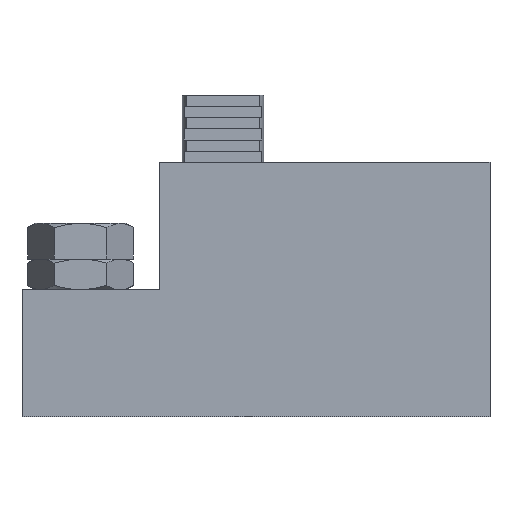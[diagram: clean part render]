
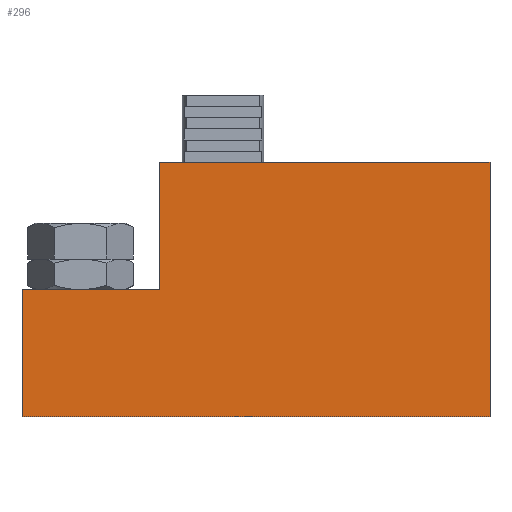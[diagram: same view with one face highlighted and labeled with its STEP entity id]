
A CAD part, front view. The second image highlights one B-rep face of the part: STEP entity #296.
In plain terms, the highlighted planar face has unit normal (0, -1, 0).
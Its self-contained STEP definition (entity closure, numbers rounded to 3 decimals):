
#296=ADVANCED_FACE('',(#584),#585,.T.);
#584=FACE_OUTER_BOUND('',#864,.T.);
#585=PLANE('',#865);
#864=EDGE_LOOP('',(#1632,#1633,#1634,#1635,#1636,#1637));
#865=AXIS2_PLACEMENT_3D('',#1638,#1639,#1640);
#1632=ORIENTED_EDGE('',*,*,#1927,.F.);
#1633=ORIENTED_EDGE('',*,*,#1938,.F.);
#1634=ORIENTED_EDGE('',*,*,#1916,.F.);
#1635=ORIENTED_EDGE('',*,*,#1935,.F.);
#1636=ORIENTED_EDGE('',*,*,#1922,.F.);
#1637=ORIENTED_EDGE('',*,*,#1932,.F.);
#1638=CARTESIAN_POINT('',(8.877,-12.5,22.623));
#1639=DIRECTION('',(0.0,-1.0,0.0));
#1640=DIRECTION('',(1.0,0.0,0.0));
#1916=EDGE_CURVE('',#2337,#2339,#2340,.T.);
#1922=EDGE_CURVE('',#2348,#2350,#2351,.T.);
#1927=EDGE_CURVE('',#2356,#2357,#2358,.T.);
#1932=EDGE_CURVE('',#2357,#2348,#2365,.T.);
#1935=EDGE_CURVE('',#2350,#2337,#2368,.T.);
#1938=EDGE_CURVE('',#2339,#2356,#2371,.T.);
#2337=VERTEX_POINT('',#3180);
#2339=VERTEX_POINT('',#3183);
#2340=LINE('',#3184,#3185);
#2348=VERTEX_POINT('',#3196);
#2350=VERTEX_POINT('',#3199);
#2351=LINE('',#3200,#3201);
#2356=VERTEX_POINT('',#3207);
#2357=VERTEX_POINT('',#3208);
#2358=LINE('',#3209,#3210);
#2365=LINE('',#3220,#3221);
#2368=LINE('',#3225,#3226);
#2371=LINE('',#3230,#3231);
#3180=CARTESIAN_POINT('',(-12.5,-12.5,50.0));
#3183=CARTESIAN_POINT('',(52.5,-12.5,50.0));
#3184=CARTESIAN_POINT('',(52.5,-12.5,50.0));
#3185=VECTOR('',#3537,1.0);
#3196=CARTESIAN_POINT('',(-39.5,-12.5,25.0));
#3199=CARTESIAN_POINT('',(-12.5,-12.5,25.0));
#3200=CARTESIAN_POINT('',(-12.5,-12.5,25.0));
#3201=VECTOR('',#3542,1.0);
#3207=CARTESIAN_POINT('',(52.5,-12.5,0.0));
#3208=CARTESIAN_POINT('',(-39.5,-12.5,0.0));
#3209=CARTESIAN_POINT('',(-39.5,-12.5,0.0));
#3210=VECTOR('',#3547,1.0);
#3220=CARTESIAN_POINT('',(-39.5,-12.5,25.0));
#3221=VECTOR('',#3551,1.0);
#3225=CARTESIAN_POINT('',(-12.5,-12.5,50.0));
#3226=VECTOR('',#3553,1.0);
#3230=CARTESIAN_POINT('',(52.5,-12.5,0.0));
#3231=VECTOR('',#3555,1.0);
#3537=DIRECTION('',(1.0,0.0,0.0));
#3542=DIRECTION('',(1.0,0.0,0.0));
#3547=DIRECTION('',(-1.0,0.0,0.0));
#3551=DIRECTION('',(0.0,0.0,1.0));
#3553=DIRECTION('',(0.0,0.0,1.0));
#3555=DIRECTION('',(0.0,0.0,-1.0));
